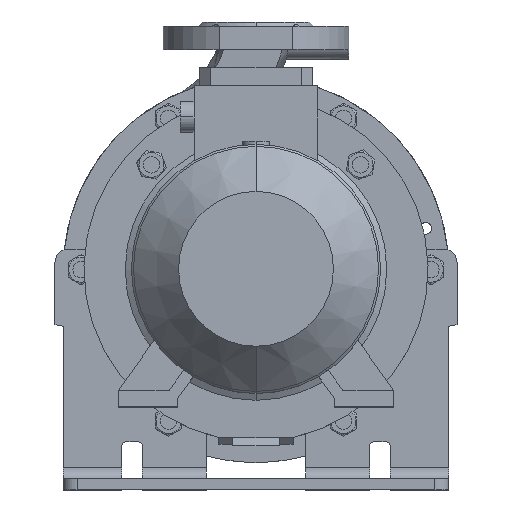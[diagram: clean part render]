
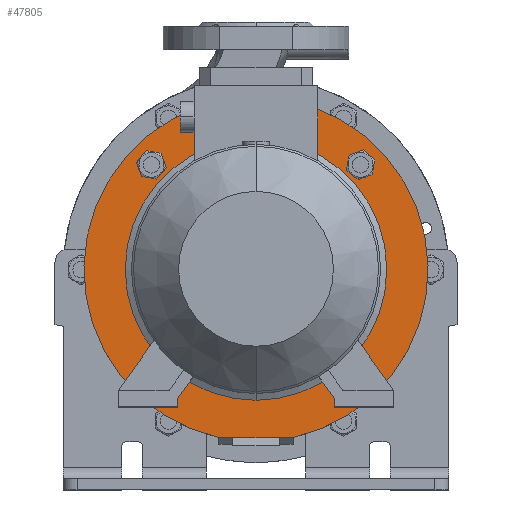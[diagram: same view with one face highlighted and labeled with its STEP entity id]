
A CAD part, top view. The second image highlights one B-rep face of the part: STEP entity #47805.
In plain terms, the highlighted planar face has unit normal (0, 0, 1).
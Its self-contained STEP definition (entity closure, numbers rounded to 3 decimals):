
#1 = CIRCLE ( 'NONE', #33360, 9.025 ) ;
#107 = AXIS2_PLACEMENT_3D ( 'NONE', #49716, #20085, #45825 ) ;
#110 = CARTESIAN_POINT ( 'NONE',  ( 84.902, -77.581, 172. ) ) ;
#435 = EDGE_CURVE ( 'NONE', #48888, #55357, #43788, .T. ) ;
#503 = EDGE_LOOP ( 'NONE', ( #29926, #5098 ) ) ;
#674 = ORIENTED_EDGE ( 'NONE', *, *, #44942, .F. ) ;
#1052 = FACE_BOUND ( 'NONE', #14673, .T. ) ;
#1352 = AXIS2_PLACEMENT_3D ( 'NONE', #44151, #5536, #1610 ) ;
#1610 = DIRECTION ( 'NONE',  ( 0., -1., 0. ) ) ;
#1717 = VECTOR ( 'NONE', #17932, 1000. ) ;
#1928 = ORIENTED_EDGE ( 'NONE', *, *, #55161, .T. ) ;
#2797 = CARTESIAN_POINT ( 'NONE',  ( 67.126, -74.447, 172. ) ) ;
#2974 = CARTESIAN_POINT ( 'NONE',  ( 76.014, -76.014, 172. ) ) ;
#3372 = CIRCLE ( 'NONE', #11804, 95. ) ;
#4403 = ORIENTED_EDGE ( 'NONE', *, *, #17121, .T. ) ;
#5098 = ORIENTED_EDGE ( 'NONE', *, *, #28190, .T. ) ;
#5536 = DIRECTION ( 'NONE',  ( 0., 0., -1. ) ) ;
#5809 = ORIENTED_EDGE ( 'NONE', *, *, #11334, .F. ) ;
#5855 = AXIS2_PLACEMENT_3D ( 'NONE', #2974, #28231, #54441 ) ;
#6868 = DIRECTION ( 'NONE',  ( 0., -1., 0. ) ) ;
#7066 = DIRECTION ( 'NONE',  ( 0., -1., 0. ) ) ;
#7316 = AXIS2_PLACEMENT_3D ( 'NONE', #34120, #51050, #21623 ) ;
#7899 = ORIENTED_EDGE ( 'NONE', *, *, #17593, .T. ) ;
#8975 = VERTEX_POINT ( 'NONE', #35294 ) ;
#9234 = CIRCLE ( 'NONE', #1352, 9.025 ) ;
#9761 = FACE_BOUND ( 'NONE', #53254, .T. ) ;
#10034 = CIRCLE ( 'NONE', #7316, 9.025 ) ;
#10435 = LINE ( 'NONE', #26891, #1717 ) ;
#11334 = EDGE_CURVE ( 'NONE', #49690, #55224, #47962, .T. ) ;
#11478 = DIRECTION ( 'NONE',  ( 0., 0., -1. ) ) ;
#11804 = AXIS2_PLACEMENT_3D ( 'NONE', #16863, #38502, #34389 ) ;
#13652 = CARTESIAN_POINT ( 'NONE',  ( 0., -95., 172. ) ) ;
#14098 = ORIENTED_EDGE ( 'NONE', *, *, #16496, .T. ) ;
#14501 = EDGE_CURVE ( 'NONE', #20950, #34170, #22941, .T. ) ;
#14673 = EDGE_LOOP ( 'NONE', ( #19779, #26910 ) ) ;
#15103 = ORIENTED_EDGE ( 'NONE', *, *, #46744, .T. ) ;
#15839 = FACE_BOUND ( 'NONE', #503, .T. ) ;
#16404 = CIRCLE ( 'NONE', #27988, 9.025 ) ;
#16496 = EDGE_CURVE ( 'NONE', #54255, #55224, #10435, .T. ) ;
#16843 = VERTEX_POINT ( 'NONE', #43138 ) ;
#16863 = CARTESIAN_POINT ( 'NONE',  ( 0., 0., 172. ) ) ;
#17121 = EDGE_CURVE ( 'NONE', #8975, #48233, #53267, .T. ) ;
#17154 = FACE_BOUND ( 'NONE', #45417, .T. ) ;
#17420 = CARTESIAN_POINT ( 'NONE',  ( 27.221, -122., 172. ) ) ;
#17593 = EDGE_CURVE ( 'NONE', #34777, #16843, #9234, .T. ) ;
#17777 = CARTESIAN_POINT ( 'NONE',  ( -76.014, -76.014, 172. ) ) ;
#17932 = DIRECTION ( 'NONE',  ( 1., 0., 0. ) ) ;
#18187 = AXIS2_PLACEMENT_3D ( 'NONE', #37237, #11478, #49147 ) ;
#19779 = ORIENTED_EDGE ( 'NONE', *, *, #14501, .T. ) ;
#19805 = CARTESIAN_POINT ( 'NONE',  ( -67.126, 74.447, 172. ) ) ;
#19986 = AXIS2_PLACEMENT_3D ( 'NONE', #20008, #32700, #7066 ) ;
#20008 = CARTESIAN_POINT ( 'NONE',  ( 76.014, 76.014, 172. ) ) ;
#20085 = DIRECTION ( 'NONE',  ( 0., 0., -1. ) ) ;
#20225 = AXIS2_PLACEMENT_3D ( 'NONE', #26590, #31394, #48176 ) ;
#20704 = CARTESIAN_POINT ( 'NONE',  ( 0., 125., 172. ) ) ;
#20950 = VERTEX_POINT ( 'NONE', #2797 ) ;
#21623 = DIRECTION ( 'NONE',  ( 0., -1., 0. ) ) ;
#22818 = CIRCLE ( 'NONE', #5855, 9.025 ) ;
#22931 = CARTESIAN_POINT ( 'NONE',  ( -84.902, 77.581, 172. ) ) ;
#22941 = CIRCLE ( 'NONE', #41961, 9.025 ) ;
#23949 = CARTESIAN_POINT ( 'NONE',  ( 76.014, -76.014, 172. ) ) ;
#24092 = PLANE ( 'NONE',  #29602 ) ;
#24772 = DIRECTION ( 'NONE',  ( 0., 1., 0. ) ) ;
#24868 = CARTESIAN_POINT ( 'NONE',  ( 0., 125., 172. ) ) ;
#25097 = EDGE_LOOP ( 'NONE', ( #14098, #5809, #49098 ) ) ;
#25647 = DIRECTION ( 'NONE',  ( 0., 0., -1. ) ) ;
#26590 = CARTESIAN_POINT ( 'NONE',  ( -76.014, 76.014, 172. ) ) ;
#26891 = CARTESIAN_POINT ( 'NONE',  ( -125., -122., 172. ) ) ;
#26910 = ORIENTED_EDGE ( 'NONE', *, *, #46017, .T. ) ;
#27988 = AXIS2_PLACEMENT_3D ( 'NONE', #17777, #25647, #34219 ) ;
#28190 = EDGE_CURVE ( 'NONE', #53715, #29755, #3372, .T. ) ;
#28231 = DIRECTION ( 'NONE',  ( 0., 0., -1. ) ) ;
#29078 = DIRECTION ( 'NONE',  ( 0., 0., 1. ) ) ;
#29602 = AXIS2_PLACEMENT_3D ( 'NONE', #20704, #29078, #51247 ) ;
#29755 = VERTEX_POINT ( 'NONE', #30587 ) ;
#29926 = ORIENTED_EDGE ( 'NONE', *, *, #51392, .T. ) ;
#30587 = CARTESIAN_POINT ( 'NONE',  ( 0., 95., 172. ) ) ;
#31191 = CARTESIAN_POINT ( 'NONE',  ( 74.447, 67.126, 172. ) ) ;
#31394 = DIRECTION ( 'NONE',  ( 0., 0., 1. ) ) ;
#31533 = DIRECTION ( 'NONE',  ( 0., 0., 1. ) ) ;
#32514 = DIRECTION ( 'NONE',  ( 0., 0., -1. ) ) ;
#32700 = DIRECTION ( 'NONE',  ( 0., 0., -1. ) ) ;
#33360 = AXIS2_PLACEMENT_3D ( 'NONE', #49198, #31533, #52923 ) ;
#34120 = CARTESIAN_POINT ( 'NONE',  ( 76.014, 76.014, 172. ) ) ;
#34170 = VERTEX_POINT ( 'NONE', #110 ) ;
#34219 = DIRECTION ( 'NONE',  ( 0., -1., 0. ) ) ;
#34389 = DIRECTION ( 'NONE',  ( 0., 1., 0. ) ) ;
#34777 = VERTEX_POINT ( 'NONE', #40105 ) ;
#35294 = CARTESIAN_POINT ( 'NONE',  ( 77.581, 84.902, 172. ) ) ;
#37237 = CARTESIAN_POINT ( 'NONE',  ( 0., 0., 172. ) ) ;
#37265 = CARTESIAN_POINT ( 'NONE',  ( 0., 0., 172. ) ) ;
#38502 = DIRECTION ( 'NONE',  ( 0., 0., -1. ) ) ;
#40105 = CARTESIAN_POINT ( 'NONE',  ( -77.581, -84.902, 172. ) ) ;
#41535 = DIRECTION ( 'NONE',  ( 0., 0., -1. ) ) ;
#41961 = AXIS2_PLACEMENT_3D ( 'NONE', #23949, #32514, #6868 ) ;
#42184 = EDGE_CURVE ( 'NONE', #54255, #49690, #54890, .T. ) ;
#43012 = CARTESIAN_POINT ( 'NONE',  ( -27.221, -122., 172. ) ) ;
#43138 = CARTESIAN_POINT ( 'NONE',  ( -74.447, -67.126, 172. ) ) ;
#43788 = CIRCLE ( 'NONE', #20225, 9.025 ) ;
#44151 = CARTESIAN_POINT ( 'NONE',  ( -76.014, -76.014, 172. ) ) ;
#44259 = CIRCLE ( 'NONE', #107, 95. ) ;
#44942 = EDGE_CURVE ( 'NONE', #55357, #48888, #1, .T. ) ;
#45324 = ORIENTED_EDGE ( 'NONE', *, *, #435, .F. ) ;
#45417 = EDGE_LOOP ( 'NONE', ( #15103, #4403 ) ) ;
#45825 = DIRECTION ( 'NONE',  ( 0., 1., 0. ) ) ;
#46017 = EDGE_CURVE ( 'NONE', #34170, #20950, #22818, .T. ) ;
#46284 = AXIS2_PLACEMENT_3D ( 'NONE', #37265, #41535, #24772 ) ;
#46744 = EDGE_CURVE ( 'NONE', #48233, #8975, #10034, .T. ) ;
#47805 = ADVANCED_FACE ( 'NONE', ( #17154, #1052, #50500, #9761, #53142, #15839 ), #24092, .T. ) ;
#47962 = CIRCLE ( 'NONE', #18187, 125. ) ;
#48176 = DIRECTION ( 'NONE',  ( 0., -1., 0. ) ) ;
#48233 = VERTEX_POINT ( 'NONE', #31191 ) ;
#48888 = VERTEX_POINT ( 'NONE', #22931 ) ;
#49098 = ORIENTED_EDGE ( 'NONE', *, *, #42184, .F. ) ;
#49147 = DIRECTION ( 'NONE',  ( 0., 1., 0. ) ) ;
#49198 = CARTESIAN_POINT ( 'NONE',  ( -76.014, 76.014, 172. ) ) ;
#49690 = VERTEX_POINT ( 'NONE', #24868 ) ;
#49716 = CARTESIAN_POINT ( 'NONE',  ( 0., 0., 172. ) ) ;
#50242 = EDGE_LOOP ( 'NONE', ( #1928, #7899 ) ) ;
#50500 = FACE_BOUND ( 'NONE', #50242, .T. ) ;
#51050 = DIRECTION ( 'NONE',  ( 0., 0., -1. ) ) ;
#51247 = DIRECTION ( 'NONE',  ( 0., -1., 0. ) ) ;
#51392 = EDGE_CURVE ( 'NONE', #29755, #53715, #44259, .T. ) ;
#52923 = DIRECTION ( 'NONE',  ( 0., -1., 0. ) ) ;
#53142 = FACE_OUTER_BOUND ( 'NONE', #25097, .T. ) ;
#53254 = EDGE_LOOP ( 'NONE', ( #674, #45324 ) ) ;
#53267 = CIRCLE ( 'NONE', #19986, 9.025 ) ;
#53715 = VERTEX_POINT ( 'NONE', #13652 ) ;
#54255 = VERTEX_POINT ( 'NONE', #43012 ) ;
#54441 = DIRECTION ( 'NONE',  ( 0., -1., 0. ) ) ;
#54890 = CIRCLE ( 'NONE', #46284, 125. ) ;
#55161 = EDGE_CURVE ( 'NONE', #16843, #34777, #16404, .T. ) ;
#55224 = VERTEX_POINT ( 'NONE', #17420 ) ;
#55357 = VERTEX_POINT ( 'NONE', #19805 ) ;
